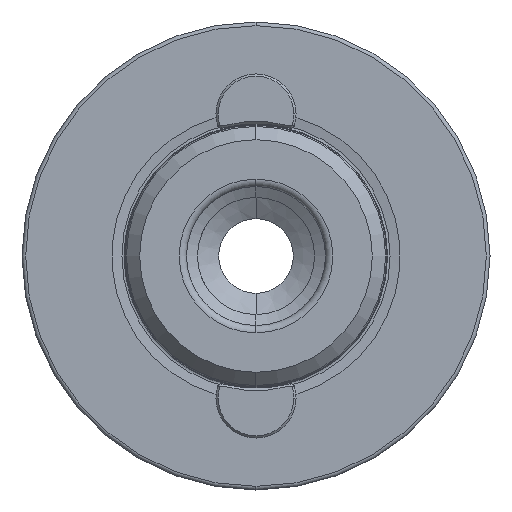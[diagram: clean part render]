
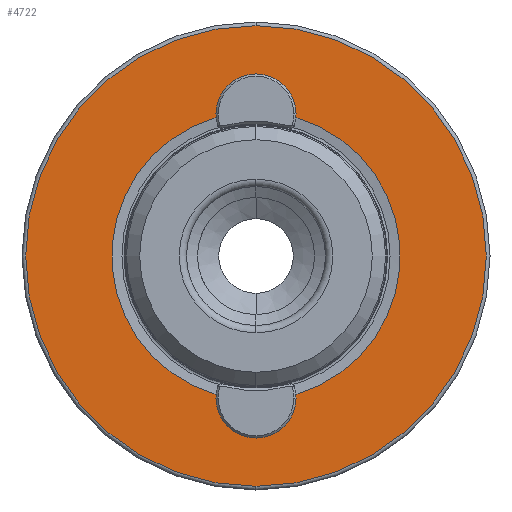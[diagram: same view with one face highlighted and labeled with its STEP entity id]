
A CAD part, left-side view. The second image highlights one B-rep face of the part: STEP entity #4722.
In plain terms, the highlighted planar face has unit normal (-1, 0, 0).
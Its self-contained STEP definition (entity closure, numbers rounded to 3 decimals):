
#34 = AXIS2_PLACEMENT_3D ( 'NONE', #5101, #2699, #294 ) ;
#294 = DIRECTION ( 'NONE',  ( 0., 0., -1. ) ) ;
#323 = VERTEX_POINT ( 'NONE', #3796 ) ;
#564 = CIRCLE ( 'NONE', #3771, 3. ) ;
#624 = AXIS2_PLACEMENT_3D ( 'NONE', #2725, #2672, #2649 ) ;
#767 = VERTEX_POINT ( 'NONE', #1545 ) ;
#913 = VERTEX_POINT ( 'NONE', #1092 ) ;
#996 = DIRECTION ( 'NONE',  ( 0., 0., 1. ) ) ;
#1009 = DIRECTION ( 'NONE',  ( -1., 0., 0. ) ) ;
#1020 = CARTESIAN_POINT ( 'NONE',  ( 0., 0., 21.5 ) ) ;
#1092 = CARTESIAN_POINT ( 'NONE',  ( 0., 0., -24.5 ) ) ;
#1204 = EDGE_CURVE ( 'NONE', #913, #1236, #564, .T. ) ;
#1236 = VERTEX_POINT ( 'NONE', #4208 ) ;
#1266 = VERTEX_POINT ( 'NONE', #4391 ) ;
#1284 = VERTEX_POINT ( 'NONE', #4339 ) ;
#1338 = CIRCLE ( 'NONE', #4479, 3. ) ;
#1545 = CARTESIAN_POINT ( 'NONE',  ( 0., -2.305, 19.58 ) ) ;
#1630 = EDGE_CURVE ( 'NONE', #767, #1284, #1338, .T. ) ;
#1776 = CARTESIAN_POINT ( 'NONE',  ( 0., 0., 21.5 ) ) ;
#1783 = DIRECTION ( 'NONE',  ( -1., 0., 0. ) ) ;
#1786 = DIRECTION ( 'NONE',  ( 0., 0., 1. ) ) ;
#1793 = DIRECTION ( 'NONE',  ( -1., 0., 0. ) ) ;
#1808 = DIRECTION ( 'NONE',  ( 0., 0., 1. ) ) ;
#1824 = DIRECTION ( 'NONE',  ( -1., 0., 0. ) ) ;
#1831 = CARTESIAN_POINT ( 'NONE',  ( 0., 0., -21.5 ) ) ;
#1892 = CARTESIAN_POINT ( 'NONE',  ( 0., 0., 0. ) ) ;
#2085 = EDGE_LOOP ( 'NONE', ( #2851, #2664 ) ) ;
#2235 = AXIS2_PLACEMENT_3D ( 'NONE', #1831, #1824, #1808 ) ;
#2249 = CARTESIAN_POINT ( 'NONE',  ( 0., 0., 0. ) ) ;
#2266 = CIRCLE ( 'NONE', #3403, 31.5 ) ;
#2293 = DIRECTION ( 'NONE',  ( 0., 0., 1. ) ) ;
#2413 = CIRCLE ( 'NONE', #4672, 3. ) ;
#2435 = EDGE_CURVE ( 'NONE', #4162, #323, #4146, .T. ) ;
#2649 = DIRECTION ( 'NONE',  ( 0., 0., 1. ) ) ;
#2664 = ORIENTED_EDGE ( 'NONE', *, *, #2435, .T. ) ;
#2672 = DIRECTION ( 'NONE',  ( -1., 0., 0. ) ) ;
#2699 = DIRECTION ( 'NONE',  ( 1., 0., 0. ) ) ;
#2725 = CARTESIAN_POINT ( 'NONE',  ( 0., 0., 0. ) ) ;
#2842 = FACE_OUTER_BOUND ( 'NONE', #2085, .T. ) ;
#2851 = ORIENTED_EDGE ( 'NONE', *, *, #5183, .T. ) ;
#2962 = CIRCLE ( 'NONE', #4439, 19.715 ) ;
#2978 = ORIENTED_EDGE ( 'NONE', *, *, #3324, .F. ) ;
#3095 = ORIENTED_EDGE ( 'NONE', *, *, #1204, .F. ) ;
#3160 = CIRCLE ( 'NONE', #624, 19.715 ) ;
#3220 = EDGE_CURVE ( 'NONE', #1236, #767, #3160, .T. ) ;
#3324 = EDGE_CURVE ( 'NONE', #4382, #913, #3735, .T. ) ;
#3336 = CARTESIAN_POINT ( 'NONE',  ( 0., 2.305, -19.58 ) ) ;
#3403 = AXIS2_PLACEMENT_3D ( 'NONE', #4217, #1793, #4613 ) ;
#3416 = EDGE_CURVE ( 'NONE', #1284, #1266, #2413, .T. ) ;
#3465 = ORIENTED_EDGE ( 'NONE', *, *, #3220, .F. ) ;
#3469 = PLANE ( 'NONE',  #34 ) ;
#3529 = ORIENTED_EDGE ( 'NONE', *, *, #1630, .F. ) ;
#3557 = CARTESIAN_POINT ( 'NONE',  ( 0., 0., -31.5 ) ) ;
#3668 = ORIENTED_EDGE ( 'NONE', *, *, #3416, .F. ) ;
#3735 = CIRCLE ( 'NONE', #2235, 3. ) ;
#3739 = ORIENTED_EDGE ( 'NONE', *, *, #4721, .F. ) ;
#3771 = AXIS2_PLACEMENT_3D ( 'NONE', #4255, #4260, #4270 ) ;
#3796 = CARTESIAN_POINT ( 'NONE',  ( 0., 0., 31.5 ) ) ;
#3825 = AXIS2_PLACEMENT_3D ( 'NONE', #2249, #4267, #5055 ) ;
#4146 = CIRCLE ( 'NONE', #3825, 31.5 ) ;
#4162 = VERTEX_POINT ( 'NONE', #3557 ) ;
#4208 = CARTESIAN_POINT ( 'NONE',  ( 0., -2.305, -19.58 ) ) ;
#4217 = CARTESIAN_POINT ( 'NONE',  ( 0., 0., 0. ) ) ;
#4255 = CARTESIAN_POINT ( 'NONE',  ( 0., 0., -21.5 ) ) ;
#4260 = DIRECTION ( 'NONE',  ( -1., 0., 0. ) ) ;
#4267 = DIRECTION ( 'NONE',  ( -1., 0., 0. ) ) ;
#4270 = DIRECTION ( 'NONE',  ( 0., 0., 1. ) ) ;
#4339 = CARTESIAN_POINT ( 'NONE',  ( 0., 0., 24.5 ) ) ;
#4382 = VERTEX_POINT ( 'NONE', #3336 ) ;
#4391 = CARTESIAN_POINT ( 'NONE',  ( 0., 2.305, 19.58 ) ) ;
#4439 = AXIS2_PLACEMENT_3D ( 'NONE', #1892, #4701, #2293 ) ;
#4479 = AXIS2_PLACEMENT_3D ( 'NONE', #1776, #1783, #1786 ) ;
#4613 = DIRECTION ( 'NONE',  ( 0., 0., 1. ) ) ;
#4672 = AXIS2_PLACEMENT_3D ( 'NONE', #1020, #1009, #996 ) ;
#4701 = DIRECTION ( 'NONE',  ( -1., 0., 0. ) ) ;
#4721 = EDGE_CURVE ( 'NONE', #1266, #4382, #2962, .T. ) ;
#4722 = ADVANCED_FACE ( 'NONE', ( #4968, #2842 ), #3469, .F. ) ;
#4968 = FACE_BOUND ( 'NONE', #5030, .T. ) ;
#5030 = EDGE_LOOP ( 'NONE', ( #3739, #3668, #3529, #3465, #3095, #2978 ) ) ;
#5055 = DIRECTION ( 'NONE',  ( 0., 0., 1. ) ) ;
#5101 = CARTESIAN_POINT ( 'NONE',  ( 0., 0., -19.715 ) ) ;
#5183 = EDGE_CURVE ( 'NONE', #323, #4162, #2266, .T. ) ;
